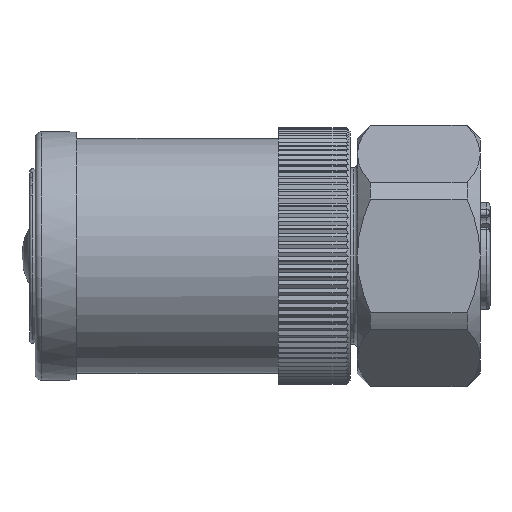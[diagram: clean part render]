
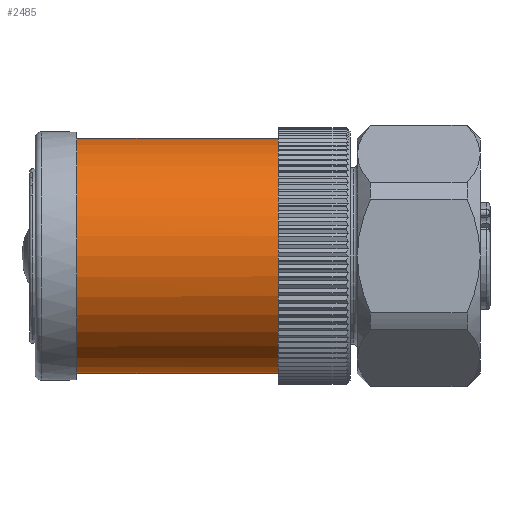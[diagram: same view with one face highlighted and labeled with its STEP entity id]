
A CAD part, left-side view. The second image highlights one B-rep face of the part: STEP entity #2485.
In plain terms, the highlighted cylindrical face has radius 9 mm (diameter 18 mm), a full revolution.
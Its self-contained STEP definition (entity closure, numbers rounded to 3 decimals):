
#538=B_SPLINE_CURVE_WITH_KNOTS('',3,(#13332,#13333,#13334,#13335,#13336,
#13337,#13338,#13339,#13340,#13341,#13342,#13343,#13344,#13345,#13346,#13347,
#13348,#13349,#13350,#13351,#13352,#13353),.UNSPECIFIED.,.F.,.F.,(4,2,2,
2,2,2,2,2,2,2,4),(0.,0.125,0.188,0.25,0.375,0.5,0.625,0.75,0.813,0.875,
1.),.UNSPECIFIED.);
#2485=ADVANCED_FACE('',(#2709,#2710),#2648,.T.);
#2648=CYLINDRICAL_SURFACE('',#8356,9.);
#2709=FACE_BOUND('',#3136,.T.);
#2710=FACE_BOUND('',#3137,.T.);
#3136=EDGE_LOOP('',(#5308));
#3137=EDGE_LOOP('',(#5309,#5310));
#5308=ORIENTED_EDGE('',*,*,#6793,.T.);
#5309=ORIENTED_EDGE('',*,*,#7299,.F.);
#5310=ORIENTED_EDGE('',*,*,#7300,.T.);
#5974=VERTEX_POINT('',#11814);
#6180=VERTEX_POINT('',#13330);
#6181=VERTEX_POINT('',#13331);
#6793=EDGE_CURVE('',#5974,#5974,#7656,.T.);
#7299=EDGE_CURVE('',#6180,#6181,#7660,.T.);
#7300=EDGE_CURVE('',#6180,#6181,#538,.T.);
#7656=CIRCLE('',#8147,9.);
#7660=CIRCLE('',#8355,9.);
#8147=AXIS2_PLACEMENT_3D('',#11813,#9586,#9587);
#8355=AXIS2_PLACEMENT_3D('',#13329,#10304,#10305);
#8356=AXIS2_PLACEMENT_3D('',#13354,#10306,#10307);
#9586=DIRECTION('',(0.,1.,0.));
#9587=DIRECTION('',(0.,0.,1.));
#10304=DIRECTION('',(0.,1.,0.));
#10305=DIRECTION('',(1.,0.,0.));
#10306=DIRECTION('',(0.,1.,0.));
#10307=DIRECTION('',(-1.,0.,0.));
#11813=CARTESIAN_POINT('',(0.,-6.2,0.));
#11814=CARTESIAN_POINT('',(0.,-6.2,9.));
#13329=CARTESIAN_POINT('',(0.,9.2,0.));
#13330=CARTESIAN_POINT('',(7.842,9.2,-4.417));
#13331=CARTESIAN_POINT('',(7.842,9.2,4.417));
#13332=CARTESIAN_POINT('',(7.842,9.2,-4.417));
#13333=CARTESIAN_POINT('',(7.127,8.304,-5.686));
#13334=CARTESIAN_POINT('',(6.197,7.146,-6.587));
#13335=CARTESIAN_POINT('',(5.148,4.979,-7.396));
#13336=CARTESIAN_POINT('',(4.872,4.153,-7.567));
#13337=CARTESIAN_POINT('',(4.833,2.456,-7.592));
#13338=CARTESIAN_POINT('',(5.073,1.624,-7.446));
#13339=CARTESIAN_POINT('',(6.081,-0.589,-6.688));
#13340=CARTESIAN_POINT('',(7.033,-1.78,-5.791));
#13341=CARTESIAN_POINT('',(8.47,-3.593,-3.356));
#13342=CARTESIAN_POINT('',(8.996,-4.195,-1.709));
#13343=CARTESIAN_POINT('',(9.004,-4.205,1.665));
#13344=CARTESIAN_POINT('',(8.488,-3.614,3.319));
#13345=CARTESIAN_POINT('',(7.037,-1.786,5.791));
#13346=CARTESIAN_POINT('',(6.094,-0.608,6.677));
#13347=CARTESIAN_POINT('',(5.08,1.605,7.442));
#13348=CARTESIAN_POINT('',(4.835,2.449,7.591));
#13349=CARTESIAN_POINT('',(4.87,4.135,7.569));
#13350=CARTESIAN_POINT('',(5.14,4.959,7.401));
#13351=CARTESIAN_POINT('',(6.193,7.145,6.59));
#13352=CARTESIAN_POINT('',(7.128,8.306,5.684));
#13353=CARTESIAN_POINT('',(7.842,9.2,4.417));
#13354=CARTESIAN_POINT('',(0.,-9.6,0.));
